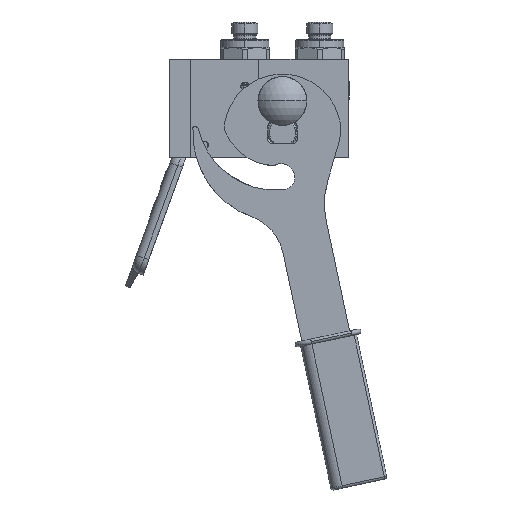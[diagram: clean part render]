
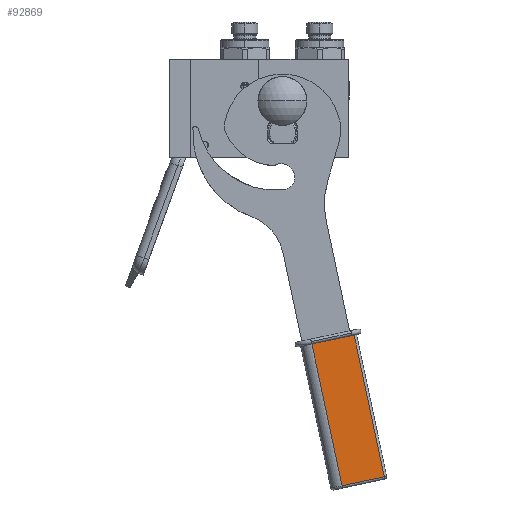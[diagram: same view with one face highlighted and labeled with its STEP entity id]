
A CAD part, front view. The second image highlights one B-rep face of the part: STEP entity #92869.
In plain terms, the highlighted face is planar.
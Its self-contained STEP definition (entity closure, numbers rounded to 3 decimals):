
#2725 = VECTOR ( 'NONE', #75005, 1000. ) ;
#10745 = DIRECTION ( 'NONE',  ( 0., 0., -1. ) ) ;
#12143 = DIRECTION ( 'NONE',  ( 0., 1., 0. ) ) ;
#14103 = VERTEX_POINT ( 'NONE', #23418 ) ;
#14663 = CARTESIAN_POINT ( 'NONE',  ( 8., 3., -10.5 ) ) ;
#15085 = CARTESIAN_POINT ( 'NONE',  ( 8., 92., -10.5 ) ) ;
#17021 = VERTEX_POINT ( 'NONE', #64691 ) ;
#20805 = VERTEX_POINT ( 'NONE', #15085 ) ;
#21809 = CARTESIAN_POINT ( 'NONE',  ( 8., 3., -10.5 ) ) ;
#23418 = CARTESIAN_POINT ( 'NONE',  ( 8., 3., 16. ) ) ;
#28108 = EDGE_CURVE ( 'NONE', #14103, #55319, #112087, .T. ) ;
#38640 = CARTESIAN_POINT ( 'NONE',  ( 8., 92., 16. ) ) ;
#39039 = CARTESIAN_POINT ( 'NONE',  ( 8., 0., 17.5 ) ) ;
#40372 = VECTOR ( 'NONE', #12143, 1000. ) ;
#44952 = EDGE_CURVE ( 'NONE', #55319, #20805, #92451, .T. ) ;
#46735 = PLANE ( 'NONE',  #99396 ) ;
#48484 = EDGE_CURVE ( 'NONE', #17021, #20805, #114631, .T. ) ;
#50593 = CARTESIAN_POINT ( 'NONE',  ( 8., 92., 16. ) ) ;
#52656 = ORIENTED_EDGE ( 'NONE', *, *, #48484, .F. ) ;
#55319 = VERTEX_POINT ( 'NONE', #14663 ) ;
#58766 = FACE_OUTER_BOUND ( 'NONE', #63996, .T. ) ;
#63996 = EDGE_LOOP ( 'NONE', ( #52656, #102192, #115771, #110375 ) ) ;
#64691 = CARTESIAN_POINT ( 'NONE',  ( 8., 92., 16. ) ) ;
#75005 = DIRECTION ( 'NONE',  ( 0., -1., 0. ) ) ;
#79922 = VECTOR ( 'NONE', #99791, 1000. ) ;
#84592 = VECTOR ( 'NONE', #117448, 1000. ) ;
#85287 = LINE ( 'NONE', #38640, #2725 ) ;
#92451 = LINE ( 'NONE', #21809, #40372 ) ;
#92869 = ADVANCED_FACE ( 'NONE', ( #58766 ), #46735, .T. ) ;
#99396 = AXIS2_PLACEMENT_3D ( 'NONE', #39039, #112631, #10745 ) ;
#99791 = DIRECTION ( 'NONE',  ( 0., 0., -1. ) ) ;
#102192 = ORIENTED_EDGE ( 'NONE', *, *, #116006, .T. ) ;
#110375 = ORIENTED_EDGE ( 'NONE', *, *, #44952, .T. ) ;
#112087 = LINE ( 'NONE', #116243, #84592 ) ;
#112631 = DIRECTION ( 'NONE',  ( 1., 0., 0. ) ) ;
#114631 = LINE ( 'NONE', #50593, #79922 ) ;
#115771 = ORIENTED_EDGE ( 'NONE', *, *, #28108, .T. ) ;
#116006 = EDGE_CURVE ( 'NONE', #17021, #14103, #85287, .T. ) ;
#116243 = CARTESIAN_POINT ( 'NONE',  ( 8., 3., 16. ) ) ;
#117448 = DIRECTION ( 'NONE',  ( 0., 0., -1. ) ) ;
